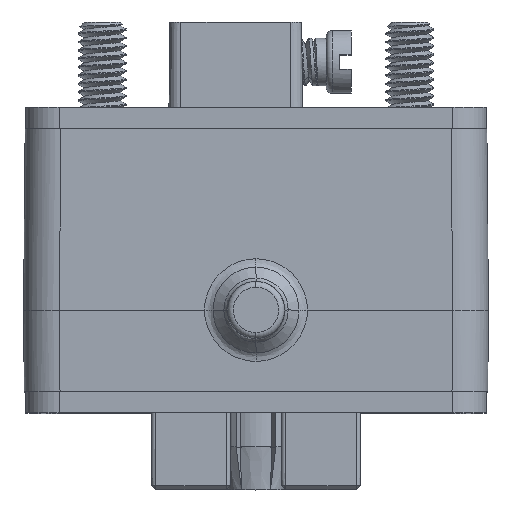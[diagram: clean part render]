
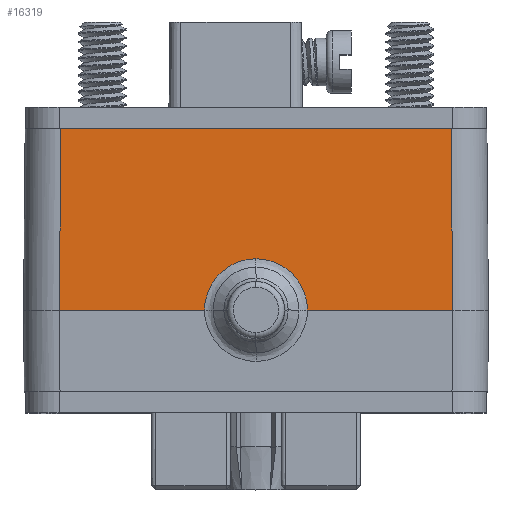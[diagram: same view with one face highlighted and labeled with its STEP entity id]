
A CAD part, top view. The second image highlights one B-rep face of the part: STEP entity #16319.
In plain terms, the highlighted planar face has unit normal (0, 0.009, 1).
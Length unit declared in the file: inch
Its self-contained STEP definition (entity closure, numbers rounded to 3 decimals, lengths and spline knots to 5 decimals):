
#2704=CARTESIAN_POINT('',(0.64439,-0.05906,
0.86092));
#2730=DIRECTION('',(0.009,-1.,0.009));
#2731=VECTOR('',#2730,0.59847);
#2732=CARTESIAN_POINT('',(0.64439,-0.05906,
0.86092));
#2733=LINE('',#2732,#2731);
#2734=DIRECTION('',(-1.,0.,0.));
#2735=VECTOR('',#2734,0.47976);
#2736=CARTESIAN_POINT('',(0.64961,-0.65748,
0.86614));
#2737=LINE('',#2736,#2735);
#2738=DIRECTION('',(-1.,0.,0.));
#2739=VECTOR('',#2738,0.47976);
#2740=CARTESIAN_POINT('',(-0.16985,-0.65748,
0.86614));
#2741=LINE('',#2740,#2739);
#2742=DIRECTION('',(0.009,1.,-0.009));
#2743=VECTOR('',#2742,0.59847);
#2744=CARTESIAN_POINT('',(-0.64961,-0.65748,
0.86614));
#2745=LINE('',#2744,#2743);
#2746=DIRECTION('',(1.,0.,0.));
#2747=VECTOR('',#2746,1.28878);
#2748=CARTESIAN_POINT('',(-0.64439,-0.05906,
0.86092));
#2749=LINE('',#2748,#2747);
#2750=CARTESIAN_POINT('',(-0.00004,-0.48825,
0.86466));
#2751=CARTESIAN_POINT('',(0.01042,-0.48814,
0.86466));
#2752=CARTESIAN_POINT('',(0.03137,-0.4901,
0.86468));
#2753=CARTESIAN_POINT('',(0.06438,-0.49967,
0.86476));
#2754=CARTESIAN_POINT('',(0.09442,-0.51558,
0.8649));
#2755=CARTESIAN_POINT('',(0.12029,-0.53666,
0.86509));
#2756=CARTESIAN_POINT('',(0.14179,-0.56257,
0.86531));
#2757=CARTESIAN_POINT('',(0.15788,-0.59244,
0.86557));
#2758=CARTESIAN_POINT('',(0.16773,-0.62523,
0.86586));
#2759=CARTESIAN_POINT('',(0.16987,-0.64667,
0.86605));
#2760=CARTESIAN_POINT('',(0.16985,-0.65748,
0.86614));
#2864=CARTESIAN_POINT('',(0.16985,-0.65748,
0.86614));
#2911=CARTESIAN_POINT('',(-0.16985,-0.65748,
0.86614));
#3034=CARTESIAN_POINT('',(-0.16985,-0.65748,
0.86614));
#3035=CARTESIAN_POINT('',(-0.16999,-0.64715,
0.86605));
#3036=CARTESIAN_POINT('',(-0.16793,-0.62623,
0.86587));
#3037=CARTESIAN_POINT('',(-0.15777,-0.59185,
0.86557));
#3038=CARTESIAN_POINT('',(-0.14075,-0.56104,
0.8653));
#3039=CARTESIAN_POINT('',(-0.11949,-0.53591,
0.86508));
#3040=CARTESIAN_POINT('',(-0.09362,-0.51509,
0.8649));
#3041=CARTESIAN_POINT('',(-0.06448,-0.49987,
0.86477));
#3042=CARTESIAN_POINT('',(-0.03346,-0.49047,
0.86468));
#3043=CARTESIAN_POINT('',(-0.0114,-0.48831,
0.86467));
#3044=CARTESIAN_POINT('',(-0.00004,-0.48825,
0.86466));
#11491=CARTESIAN_POINT('',(0.64961,-0.65748,
0.86614));
#11492=VERTEX_POINT('',#11491);
#11493=CARTESIAN_POINT('',(-0.64961,-0.65748,
0.86614));
#11494=VERTEX_POINT('',#11493);
#11496=VERTEX_POINT('',#2911);
#11497=VERTEX_POINT('',#2864);
#11517=VERTEX_POINT('',#2704);
#11518=CARTESIAN_POINT('',(-0.64439,-0.05906,
0.86092));
#11519=VERTEX_POINT('',#11518);
#11542=VERTEX_POINT('',#2750);
#16302=CARTESIAN_POINT('',(0.,-0.35827,
0.86353));
#16303=DIRECTION('',(0.,0.009,1.));
#16304=DIRECTION('',(1.,0.,0.));
#16305=AXIS2_PLACEMENT_3D('',#16302,#16303,#16304);
#16306=PLANE('',#16305);
#16307=ORIENTED_EDGE('',*,*,#16257,.T.);
#16308=ORIENTED_EDGE('',*,*,#16139,.T.);
#16310=ORIENTED_EDGE('',*,*,#16309,.F.);
#16312=ORIENTED_EDGE('',*,*,#16311,.F.);
#16313=ORIENTED_EDGE('',*,*,#16133,.T.);
#16315=ORIENTED_EDGE('',*,*,#16314,.T.);
#16316=ORIENTED_EDGE('',*,*,#16268,.T.);
#16317=EDGE_LOOP('',(#16307,#16308,#16310,#16312,#16313,#16315,#16316));
#16318=FACE_OUTER_BOUND('',#16317,.F.);
#16319=ADVANCED_FACE('',(#16318),#16306,.T.);
#2761=B_SPLINE_CURVE_WITH_KNOTS('',3,(#2750,#2751,#2752,#2753,#2754,#2755,#2756,
#2757,#2758,#2759,#2760),.UNSPECIFIED.,.F.,.F.,(4,1,1,1,1,1,1,1,4),(0.,
0.125,0.25,0.375,0.5,0.625,0.75,0.875,1.),.UNSPECIFIED.);
#3045=B_SPLINE_CURVE_WITH_KNOTS('',3,(#3034,#3035,#3036,#3037,#3038,#3039,#3040,
#3041,#3042,#3043,#3044),.UNSPECIFIED.,.F.,.F.,(4,1,1,1,1,1,1,1,4),(0.,
0.125,0.25,0.375,0.5,0.625,0.75,0.875,1.),.UNSPECIFIED.);
#16133=EDGE_CURVE('',#11496,#11494,#2741,.T.);
#16139=EDGE_CURVE('',#11492,#11497,#2737,.T.);
#16257=EDGE_CURVE('',#11517,#11492,#2733,.T.);
#16268=EDGE_CURVE('',#11519,#11517,#2749,.T.);
#16309=EDGE_CURVE('',#11542,#11497,#2761,.T.);
#16311=EDGE_CURVE('',#11496,#11542,#3045,.T.);
#16314=EDGE_CURVE('',#11494,#11519,#2745,.T.);
